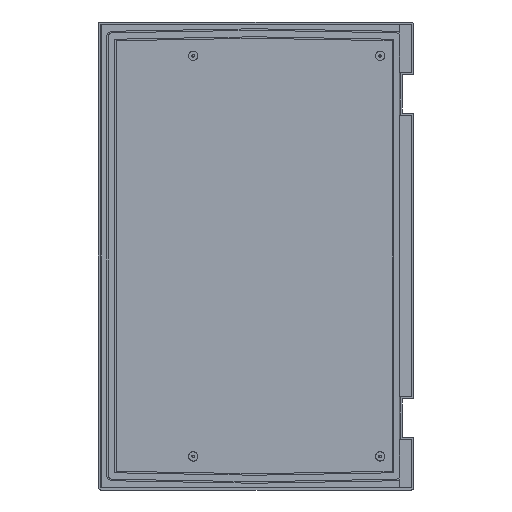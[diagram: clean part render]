
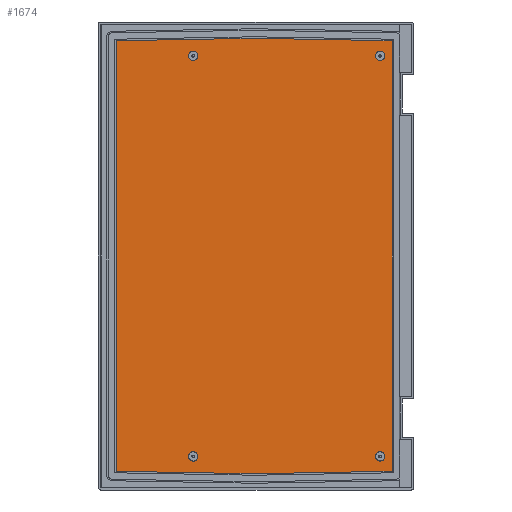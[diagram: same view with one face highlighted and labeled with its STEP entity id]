
A CAD part, front view. The second image highlights one B-rep face of the part: STEP entity #1674.
In plain terms, the highlighted planar face has unit normal (0, -1, 0).
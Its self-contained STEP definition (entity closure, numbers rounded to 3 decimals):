
#9 = EDGE_LOOP ( 'NONE', ( #1418, #19 ) ) ;
#19 = ORIENTED_EDGE ( 'NONE', *, *, #2380, .F. ) ;
#38 = DIRECTION ( 'NONE',  ( 0., 0., 1. ) ) ;
#41 = ORIENTED_EDGE ( 'NONE', *, *, #2807, .F. ) ;
#59 = CIRCLE ( 'NONE', #1153, 6.209 ) ;
#148 = CARTESIAN_POINT ( 'NONE',  ( 162.7, 30.5, 268.509 ) ) ;
#155 = ORIENTED_EDGE ( 'NONE', *, *, #2425, .F. ) ;
#158 = DIRECTION ( 'NONE',  ( 0., 0., 1. ) ) ;
#159 = DIRECTION ( 'NONE',  ( 0., 0., 1. ) ) ;
#160 = DIRECTION ( 'NONE',  ( 0., 1., 0. ) ) ;
#245 = DIRECTION ( 'NONE',  ( 0., 0., 1. ) ) ;
#289 = AXIS2_PLACEMENT_3D ( 'NONE', #3256, #3215, #1667 ) ;
#324 = EDGE_CURVE ( 'NONE', #2170, #756, #2053, .T. ) ;
#380 = ORIENTED_EDGE ( 'NONE', *, *, #2830, .F. ) ;
#389 = VECTOR ( 'NONE', #914, 1000. ) ;
#434 = CIRCLE ( 'NONE', #2491, 6.209 ) ;
#446 = CARTESIAN_POINT ( 'NONE',  ( -82.3, 30.5, 268.509 ) ) ;
#451 = FACE_BOUND ( 'NONE', #1808, .T. ) ;
#509 = DIRECTION ( 'NONE',  ( 0., -1., 0. ) ) ;
#533 = CIRCLE ( 'NONE', #1065, 6.209 ) ;
#566 = EDGE_CURVE ( 'NONE', #885, #772, #580, .T. ) ;
#580 = LINE ( 'NONE', #628, #1639 ) ;
#628 = CARTESIAN_POINT ( 'NONE',  ( 18.65, 30.5, 284.964 ) ) ;
#666 = CARTESIAN_POINT ( 'NONE',  ( 162.7, 30.5, 262.3 ) ) ;
#684 = EDGE_CURVE ( 'NONE', #2947, #1519, #2125, .T. ) ;
#704 = AXIS2_PLACEMENT_3D ( 'NONE', #1692, #1164, #1235 ) ;
#756 = VERTEX_POINT ( 'NONE', #1625 ) ;
#772 = VERTEX_POINT ( 'NONE', #1020 ) ;
#820 = VERTEX_POINT ( 'NONE', #2878 ) ;
#862 = LINE ( 'NONE', #1197, #1317 ) ;
#885 = VERTEX_POINT ( 'NONE', #1615 ) ;
#914 = DIRECTION ( 'NONE',  ( 0., 0., 1. ) ) ;
#945 = CARTESIAN_POINT ( 'NONE',  ( -2.5, 30.5, -285.333 ) ) ;
#957 = CARTESIAN_POINT ( 'NONE',  ( 162.7, 30.5, -268.909 ) ) ;
#1007 = CARTESIAN_POINT ( 'NONE',  ( -82.3, 30.5, -256.491 ) ) ;
#1008 = EDGE_CURVE ( 'NONE', #2458, #1750, #1684, .T. ) ;
#1009 = AXIS2_PLACEMENT_3D ( 'NONE', #1485, #160, #1743 ) ;
#1020 = CARTESIAN_POINT ( 'NONE',  ( 178.334, 30.5, 282.176 ) ) ;
#1065 = AXIS2_PLACEMENT_3D ( 'NONE', #3379, #509, #3370 ) ;
#1080 = ORIENTED_EDGE ( 'NONE', *, *, #1885, .F. ) ;
#1123 = ORIENTED_EDGE ( 'NONE', *, *, #1280, .F. ) ;
#1153 = AXIS2_PLACEMENT_3D ( 'NONE', #1222, #1724, #158 ) ;
#1164 = DIRECTION ( 'NONE',  ( 0., -1., 0. ) ) ;
#1176 = FACE_OUTER_BOUND ( 'NONE', #2709, .T. ) ;
#1187 = EDGE_LOOP ( 'NONE', ( #2336, #2358 ) ) ;
#1197 = CARTESIAN_POINT ( 'NONE',  ( -11.004, 30.5, 285.184 ) ) ;
#1215 = DIRECTION ( 'NONE',  ( 0., -1., 0. ) ) ;
#1222 = CARTESIAN_POINT ( 'NONE',  ( -82.3, 30.5, 262.3 ) ) ;
#1235 = DIRECTION ( 'NONE',  ( 0., 0., 1. ) ) ;
#1280 = EDGE_CURVE ( 'NONE', #820, #1768, #533, .T. ) ;
#1300 = DIRECTION ( 'NONE',  ( 0., -1., 0. ) ) ;
#1317 = VECTOR ( 'NONE', #3047, 1000. ) ;
#1418 = ORIENTED_EDGE ( 'NONE', *, *, #684, .F. ) ;
#1469 = CARTESIAN_POINT ( 'NONE',  ( 178.334, 30.5, -282.176 ) ) ;
#1485 = CARTESIAN_POINT ( 'NONE',  ( -205.652, 30.5, -305.652 ) ) ;
#1519 = VERTEX_POINT ( 'NONE', #2995 ) ;
#1521 = VERTEX_POINT ( 'NONE', #3246 ) ;
#1615 = CARTESIAN_POINT ( 'NONE',  ( -2.5, 30.5, 285.333 ) ) ;
#1625 = CARTESIAN_POINT ( 'NONE',  ( -183.334, 30.5, -282.176 ) ) ;
#1639 = VECTOR ( 'NONE', #2008, 1000. ) ;
#1667 = DIRECTION ( 'NONE',  ( 0., 0., 1. ) ) ;
#1674 = ADVANCED_FACE ( 'NONE', ( #451, #3262, #2677, #2571, #1176 ), #2530, .F. ) ;
#1677 = DIRECTION ( 'NONE',  ( -1., 0., 0.017 ) ) ;
#1684 = CIRCLE ( 'NONE', #1946, 6.209 ) ;
#1692 = CARTESIAN_POINT ( 'NONE',  ( -82.3, 30.5, -262.7 ) ) ;
#1724 = DIRECTION ( 'NONE',  ( 0., -1., 0. ) ) ;
#1743 = DIRECTION ( 'NONE',  ( 0., 0., 1. ) ) ;
#1750 = VERTEX_POINT ( 'NONE', #148 ) ;
#1768 = VERTEX_POINT ( 'NONE', #1007 ) ;
#1795 = CARTESIAN_POINT ( 'NONE',  ( 162.7, 30.5, -262.7 ) ) ;
#1808 = EDGE_LOOP ( 'NONE', ( #3107, #1080 ) ) ;
#1820 = VECTOR ( 'NONE', #3001, 1000. ) ;
#1832 = CARTESIAN_POINT ( 'NONE',  ( 162.7, 30.5, 262.3 ) ) ;
#1885 = EDGE_CURVE ( 'NONE', #1750, #2458, #434, .T. ) ;
#1898 = LINE ( 'NONE', #2418, #1820 ) ;
#1909 = ORIENTED_EDGE ( 'NONE', *, *, #324, .F. ) ;
#1946 = AXIS2_PLACEMENT_3D ( 'NONE', #666, #1215, #2760 ) ;
#1972 = CARTESIAN_POINT ( 'NONE',  ( -183.334, 30.5, -564.368 ) ) ;
#1999 = CARTESIAN_POINT ( 'NONE',  ( 162.7, 30.5, -262.7 ) ) ;
#2008 = DIRECTION ( 'NONE',  ( 1., 0., -0.017 ) ) ;
#2022 = CIRCLE ( 'NONE', #289, 6.209 ) ;
#2052 = EDGE_CURVE ( 'NONE', #2477, #2913, #2022, .T. ) ;
#2053 = LINE ( 'NONE', #2953, #2939 ) ;
#2079 = AXIS2_PLACEMENT_3D ( 'NONE', #1795, #1300, #245 ) ;
#2094 = CARTESIAN_POINT ( 'NONE',  ( -82.3, 30.5, 256.091 ) ) ;
#2096 = AXIS2_PLACEMENT_3D ( 'NONE', #1999, #3108, #159 ) ;
#2125 = CIRCLE ( 'NONE', #2079, 6.209 ) ;
#2170 = VERTEX_POINT ( 'NONE', #945 ) ;
#2174 = VERTEX_POINT ( 'NONE', #1469 ) ;
#2219 = EDGE_CURVE ( 'NONE', #2913, #2477, #59, .T. ) ;
#2306 = LINE ( 'NONE', #3012, #2861 ) ;
#2322 = ORIENTED_EDGE ( 'NONE', *, *, #2921, .F. ) ;
#2336 = ORIENTED_EDGE ( 'NONE', *, *, #2052, .F. ) ;
#2358 = ORIENTED_EDGE ( 'NONE', *, *, #2219, .F. ) ;
#2372 = DIRECTION ( 'NONE',  ( 0., -1., 0. ) ) ;
#2380 = EDGE_CURVE ( 'NONE', #1519, #2947, #3032, .T. ) ;
#2418 = CARTESIAN_POINT ( 'NONE',  ( -1.046, 30.5, -285.308 ) ) ;
#2425 = EDGE_CURVE ( 'NONE', #772, #2174, #2306, .T. ) ;
#2458 = VERTEX_POINT ( 'NONE', #2755 ) ;
#2477 = VERTEX_POINT ( 'NONE', #2094 ) ;
#2491 = AXIS2_PLACEMENT_3D ( 'NONE', #1832, #2372, #38 ) ;
#2530 = PLANE ( 'NONE',  #1009 ) ;
#2571 = FACE_BOUND ( 'NONE', #9, .T. ) ;
#2631 = EDGE_LOOP ( 'NONE', ( #1123, #380 ) ) ;
#2664 = ORIENTED_EDGE ( 'NONE', *, *, #566, .F. ) ;
#2677 = FACE_BOUND ( 'NONE', #2631, .T. ) ;
#2709 = EDGE_LOOP ( 'NONE', ( #2322, #41, #1909, #2813, #155, #2664 ) ) ;
#2712 = EDGE_CURVE ( 'NONE', #2174, #2170, #1898, .T. ) ;
#2741 = LINE ( 'NONE', #1972, #389 ) ;
#2755 = CARTESIAN_POINT ( 'NONE',  ( 162.7, 30.5, 256.091 ) ) ;
#2760 = DIRECTION ( 'NONE',  ( 0., 0., 1. ) ) ;
#2807 = EDGE_CURVE ( 'NONE', #756, #1521, #2741, .T. ) ;
#2813 = ORIENTED_EDGE ( 'NONE', *, *, #2712, .F. ) ;
#2830 = EDGE_CURVE ( 'NONE', #1768, #820, #3146, .T. ) ;
#2861 = VECTOR ( 'NONE', #3289, 1000. ) ;
#2878 = CARTESIAN_POINT ( 'NONE',  ( -82.3, 30.5, -268.909 ) ) ;
#2913 = VERTEX_POINT ( 'NONE', #446 ) ;
#2921 = EDGE_CURVE ( 'NONE', #1521, #885, #862, .T. ) ;
#2939 = VECTOR ( 'NONE', #1677, 1000. ) ;
#2947 = VERTEX_POINT ( 'NONE', #957 ) ;
#2953 = CARTESIAN_POINT ( 'NONE',  ( 8.692, 30.5, -285.528 ) ) ;
#2995 = CARTESIAN_POINT ( 'NONE',  ( 162.7, 30.5, -256.491 ) ) ;
#3001 = DIRECTION ( 'NONE',  ( -1., 0., -0.017 ) ) ;
#3012 = CARTESIAN_POINT ( 'NONE',  ( 178.334, 30.5, -564.368 ) ) ;
#3032 = CIRCLE ( 'NONE', #2096, 6.209 ) ;
#3047 = DIRECTION ( 'NONE',  ( 1., 0., 0.017 ) ) ;
#3107 = ORIENTED_EDGE ( 'NONE', *, *, #1008, .F. ) ;
#3108 = DIRECTION ( 'NONE',  ( 0., -1., 0. ) ) ;
#3146 = CIRCLE ( 'NONE', #704, 6.209 ) ;
#3215 = DIRECTION ( 'NONE',  ( 0., -1., 0. ) ) ;
#3246 = CARTESIAN_POINT ( 'NONE',  ( -183.334, 30.5, 282.176 ) ) ;
#3256 = CARTESIAN_POINT ( 'NONE',  ( -82.3, 30.5, 262.3 ) ) ;
#3262 = FACE_BOUND ( 'NONE', #1187, .T. ) ;
#3289 = DIRECTION ( 'NONE',  ( 0., 0., -1. ) ) ;
#3370 = DIRECTION ( 'NONE',  ( 0., 0., 1. ) ) ;
#3379 = CARTESIAN_POINT ( 'NONE',  ( -82.3, 30.5, -262.7 ) ) ;
